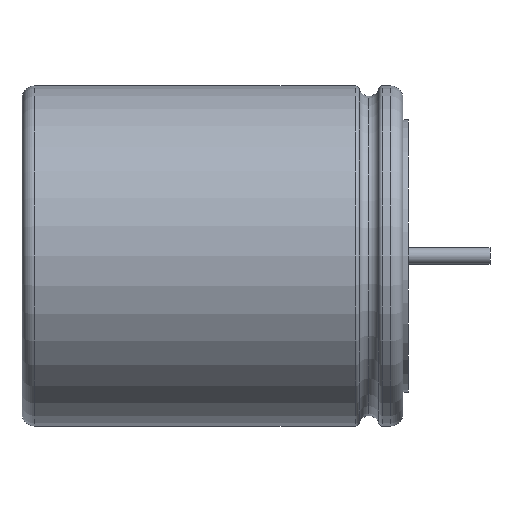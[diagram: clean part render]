
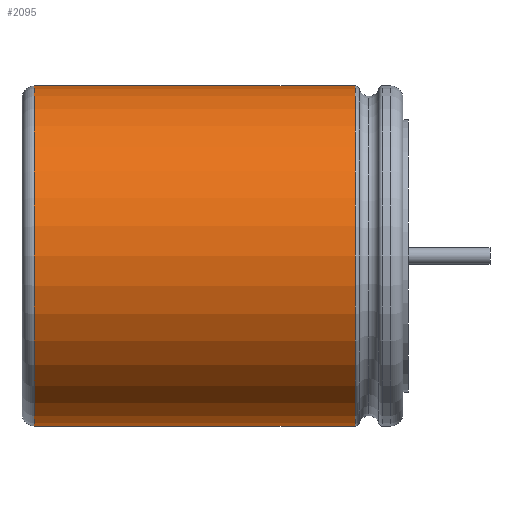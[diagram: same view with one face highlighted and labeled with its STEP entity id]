
A CAD part, left-side view. The second image highlights one B-rep face of the part: STEP entity #2095.
In plain terms, the highlighted cylindrical face has radius 6.25 mm (diameter 12.5 mm), a partial arc.
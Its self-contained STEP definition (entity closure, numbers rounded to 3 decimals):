
#45 = VERTEX_POINT ( 'NONE', #436 ) ;
#65 = EDGE_CURVE ( 'NONE', #1396, #45, #878, .T. ) ;
#71 = ORIENTED_EDGE ( 'NONE', *, *, #668, .T. ) ;
#88 = CARTESIAN_POINT ( 'NONE',  ( 0., 14.2, 6.25 ) ) ;
#140 = CARTESIAN_POINT ( 'NONE',  ( 0., 13.75, 6.25 ) ) ;
#190 = DIRECTION ( 'NONE',  ( 0., 0., 1. ) ) ;
#216 = DIRECTION ( 'NONE',  ( 0., 0., 1. ) ) ;
#322 = CARTESIAN_POINT ( 'NONE',  ( 0., 14.2, -6.25 ) ) ;
#436 = CARTESIAN_POINT ( 'NONE',  ( 0., 13.75, -6.25 ) ) ;
#451 = ORIENTED_EDGE ( 'NONE', *, *, #65, .F. ) ;
#486 = DIRECTION ( 'NONE',  ( 0., 1., 0. ) ) ;
#566 = EDGE_LOOP ( 'NONE', ( #451, #1750, #71, #673 ) ) ;
#577 = EDGE_CURVE ( 'NONE', #45, #1445, #650, .T. ) ;
#650 = CIRCLE ( 'NONE', #749, 6.25 ) ;
#668 = EDGE_CURVE ( 'NONE', #1813, #1445, #1266, .T. ) ;
#673 = ORIENTED_EDGE ( 'NONE', *, *, #577, .F. ) ;
#749 = AXIS2_PLACEMENT_3D ( 'NONE', #1991, #1539, #216 ) ;
#806 = CARTESIAN_POINT ( 'NONE',  ( 0., 14.2, 0. ) ) ;
#824 = CYLINDRICAL_SURFACE ( 'NONE', #2023, 6.25 ) ;
#878 = LINE ( 'NONE', #322, #1431 ) ;
#1188 = CIRCLE ( 'NONE', #1864, 6.25 ) ;
#1266 = LINE ( 'NONE', #88, #1679 ) ;
#1323 = CARTESIAN_POINT ( 'NONE',  ( 0., 1.953, 0. ) ) ;
#1391 = DIRECTION ( 'NONE',  ( 0., 1., 0. ) ) ;
#1396 = VERTEX_POINT ( 'NONE', #1908 ) ;
#1431 = VECTOR ( 'NONE', #1975, 1000. ) ;
#1445 = VERTEX_POINT ( 'NONE', #140 ) ;
#1509 = EDGE_CURVE ( 'NONE', #1396, #1813, #1188, .T. ) ;
#1539 = DIRECTION ( 'NONE',  ( 0., 1., 0. ) ) ;
#1667 = CARTESIAN_POINT ( 'NONE',  ( 0., 1.953, 6.25 ) ) ;
#1679 = VECTOR ( 'NONE', #1391, 1000. ) ;
#1750 = ORIENTED_EDGE ( 'NONE', *, *, #1509, .T. ) ;
#1788 = DIRECTION ( 'NONE',  ( 0., 1., 0. ) ) ;
#1801 = FACE_OUTER_BOUND ( 'NONE', #566, .T. ) ;
#1813 = VERTEX_POINT ( 'NONE', #1667 ) ;
#1864 = AXIS2_PLACEMENT_3D ( 'NONE', #1323, #1788, #190 ) ;
#1908 = CARTESIAN_POINT ( 'NONE',  ( 0., 1.953, -6.25 ) ) ;
#1944 = DIRECTION ( 'NONE',  ( 0., 0., 1. ) ) ;
#1975 = DIRECTION ( 'NONE',  ( 0., 1., 0. ) ) ;
#1991 = CARTESIAN_POINT ( 'NONE',  ( 0., 13.75, 0. ) ) ;
#2023 = AXIS2_PLACEMENT_3D ( 'NONE', #806, #486, #1944 ) ;
#2095 = ADVANCED_FACE ( 'NONE', ( #1801 ), #824, .T. ) ;
